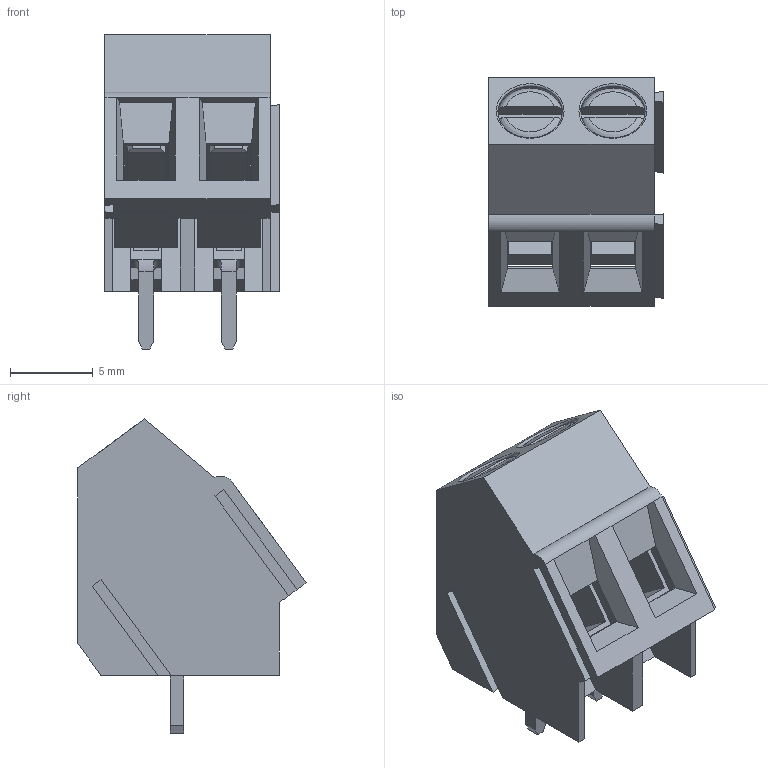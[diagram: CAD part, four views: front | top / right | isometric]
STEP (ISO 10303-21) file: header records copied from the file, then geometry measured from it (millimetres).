
FILE_DESCRIPTION(('STEP AP214'), '1');
FILE_NAME('DG103-5.0-03', '2018-03-17T09:02:22', ('Nobody'), (''), 'ASCON STEP Converter 1.3', 'ASCON Math Kernel', '');
FILE_SCHEMA(('AUTOMOTIVE_DESIGN { 1 0 10303 214 3 1 1}'));
Length unit declared in the file: millimetre
Assembly tree (7 placements, depth 2):
  (unnamed)
    (unnamed)
    (unnamed)  x2
    (unnamed)  x2
    (unnamed)  x2
Bounding box: 10.55 x 13.8 x 19 mm (x, y, z)
Volume: 955.4 mm3; surface area: 2309.5 mm2
Topology: 7 solids, 7 shells, 247 faces, 633 edges, 402 vertices
Faces by surface type: plane 212, cylinder 25, torus 6, cone 4
Full cylindrical faces by diameter (mm): 1.8 x2, 2 x2, 2.5 x2, 2.6 x2, 4 x2, 4.1 x2
Entity records: 7171 total; most frequent: CARTESIAN_POINT 1050, ORIENTED_EDGE 906, DIRECTION 851, EDGE_CURVE 453, LINE 413, VECTOR 413, VERTEX_POINT 296, AXIS2_PLACEMENT_3D 219
